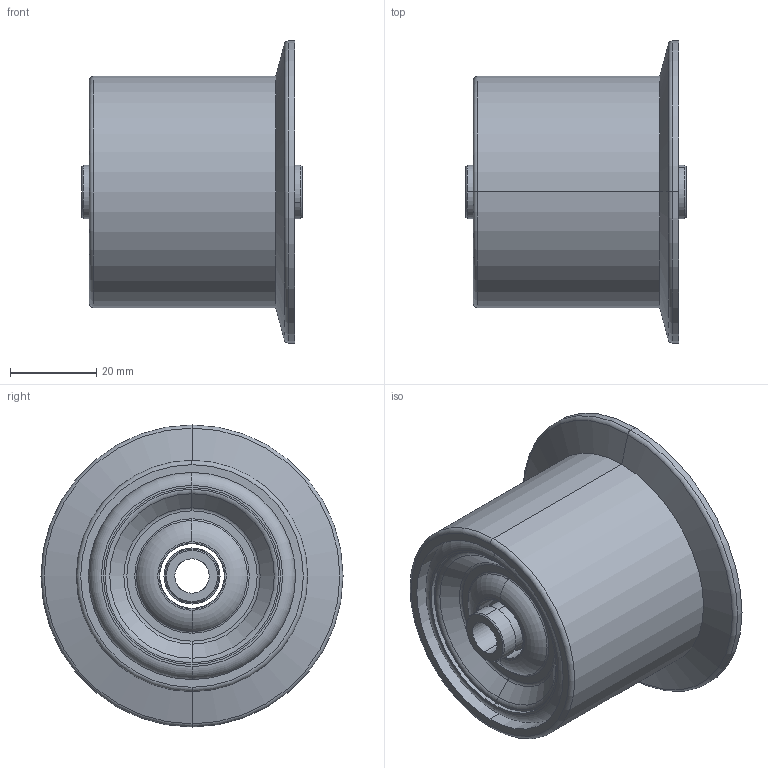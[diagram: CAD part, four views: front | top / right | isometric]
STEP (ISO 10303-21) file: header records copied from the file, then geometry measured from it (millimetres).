
FILE_DESCRIPTION (( 'STEP AP214' ), '1' );
FILE_NAME ('0023991_SR40.STEP', '2015-01-05T10:01:08', ( '' ), ( '' ), 'SwSTEP 2.0', 'SolidWorks 2014', '' );
FILE_SCHEMA (( 'AUTOMOTIVE_DESIGN' ));
Length unit declared in the file: millimetre
Products named in the file (1): 0023991_SR40
Bounding box: 51 x 70 x 70 mm (x, y, z)
Surface area: 25191.3 mm2 (no closed solid volume)
Topology: 0 solids, 7 shells, 78 faces, 216 edges, 152 vertices
Faces by surface type: torus 28, cylinder 26, plane 14, cone 10
Entity records: 3459 total; most frequent: DIRECTION 530, CARTESIAN_POINT 447, ORIENTED_EDGE 360, AXIS2_PLACEMENT_3D 235, EDGE_CURVE 216, CIRCLE 156, VERTEX_POINT 152, EDGE_LOOP 98
